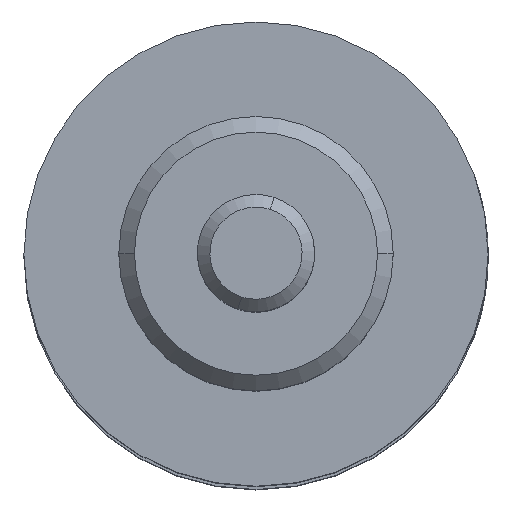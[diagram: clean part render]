
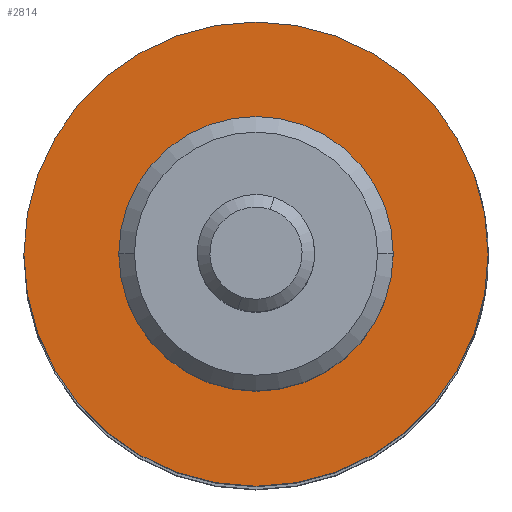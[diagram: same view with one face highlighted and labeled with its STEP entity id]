
A CAD part, top view. The second image highlights one B-rep face of the part: STEP entity #2814.
In plain terms, the highlighted face is planar.
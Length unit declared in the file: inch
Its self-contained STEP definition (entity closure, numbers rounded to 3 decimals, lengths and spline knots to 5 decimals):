
#86 = EDGE_LOOP ( 'NONE', ( #3147, #764 ) ) ;
#90 = AXIS2_PLACEMENT_3D ( 'NONE', #3128, #1579, #101 ) ;
#101 = DIRECTION ( 'NONE',  ( 0., 0., 1. ) ) ;
#118 = EDGE_CURVE ( 'NONE', #3139, #3227, #2512, .T. ) ;
#140 = EDGE_LOOP ( 'NONE', ( #720, #1840 ) ) ;
#171 = CIRCLE ( 'NONE', #3181, 0.169 ) ;
#234 = PLANE ( 'NONE',  #1670 ) ;
#363 = DIRECTION ( 'NONE',  ( -1., 0., 0. ) ) ;
#393 = CARTESIAN_POINT ( 'NONE',  ( 0.38, 0., 0.37 ) ) ;
#470 = EDGE_CURVE ( 'NONE', #3227, #3139, #171, .T. ) ;
#681 = CARTESIAN_POINT ( 'NONE',  ( 0.38, 0., 0.169 ) ) ;
#720 = ORIENTED_EDGE ( 'NONE', *, *, #470, .F. ) ;
#764 = ORIENTED_EDGE ( 'NONE', *, *, #2890, .T. ) ;
#817 = CIRCLE ( 'NONE', #2974, 0.37 ) ;
#856 = CARTESIAN_POINT ( 'NONE',  ( 0.38, 0., 0. ) ) ;
#1018 = CIRCLE ( 'NONE', #2178, 0.37 ) ;
#1119 = DIRECTION ( 'NONE',  ( 0., 0., 1. ) ) ;
#1279 = VERTEX_POINT ( 'NONE', #2878 ) ;
#1419 = CARTESIAN_POINT ( 'NONE',  ( 0.38, 0., 0. ) ) ;
#1469 = DIRECTION ( 'NONE',  ( 0., 0., -1. ) ) ;
#1579 = DIRECTION ( 'NONE',  ( -1., 0., 0. ) ) ;
#1661 = DIRECTION ( 'NONE',  ( 0., 0., 1. ) ) ;
#1670 = AXIS2_PLACEMENT_3D ( 'NONE', #2470, #2986, #1469 ) ;
#1840 = ORIENTED_EDGE ( 'NONE', *, *, #118, .F. ) ;
#1846 = CARTESIAN_POINT ( 'NONE',  ( 0.38, 0., 0. ) ) ;
#2100 = DIRECTION ( 'NONE',  ( 0., 0., 1. ) ) ;
#2178 = AXIS2_PLACEMENT_3D ( 'NONE', #1419, #3180, #1661 ) ;
#2470 = CARTESIAN_POINT ( 'NONE',  ( 0.38, 0.37, 0. ) ) ;
#2512 = CIRCLE ( 'NONE', #90, 0.169 ) ;
#2610 = DIRECTION ( 'NONE',  ( -1., 0., 0. ) ) ;
#2623 = CARTESIAN_POINT ( 'NONE',  ( 0.38, 0., -0.169 ) ) ;
#2655 = FACE_BOUND ( 'NONE', #140, .T. ) ;
#2814 = ADVANCED_FACE ( 'NONE', ( #2655, #3169 ), #234, .F. ) ;
#2878 = CARTESIAN_POINT ( 'NONE',  ( 0.38, 0., -0.37 ) ) ;
#2890 = EDGE_CURVE ( 'NONE', #1279, #3107, #1018, .T. ) ;
#2974 = AXIS2_PLACEMENT_3D ( 'NONE', #856, #2610, #1119 ) ;
#2986 = DIRECTION ( 'NONE',  ( 1., 0., 0. ) ) ;
#3074 = EDGE_CURVE ( 'NONE', #3107, #1279, #817, .T. ) ;
#3107 = VERTEX_POINT ( 'NONE', #393 ) ;
#3128 = CARTESIAN_POINT ( 'NONE',  ( 0.38, 0., 0. ) ) ;
#3139 = VERTEX_POINT ( 'NONE', #2623 ) ;
#3147 = ORIENTED_EDGE ( 'NONE', *, *, #3074, .T. ) ;
#3169 = FACE_OUTER_BOUND ( 'NONE', #86, .T. ) ;
#3180 = DIRECTION ( 'NONE',  ( -1., 0., 0. ) ) ;
#3181 = AXIS2_PLACEMENT_3D ( 'NONE', #1846, #363, #2100 ) ;
#3227 = VERTEX_POINT ( 'NONE', #681 ) ;
